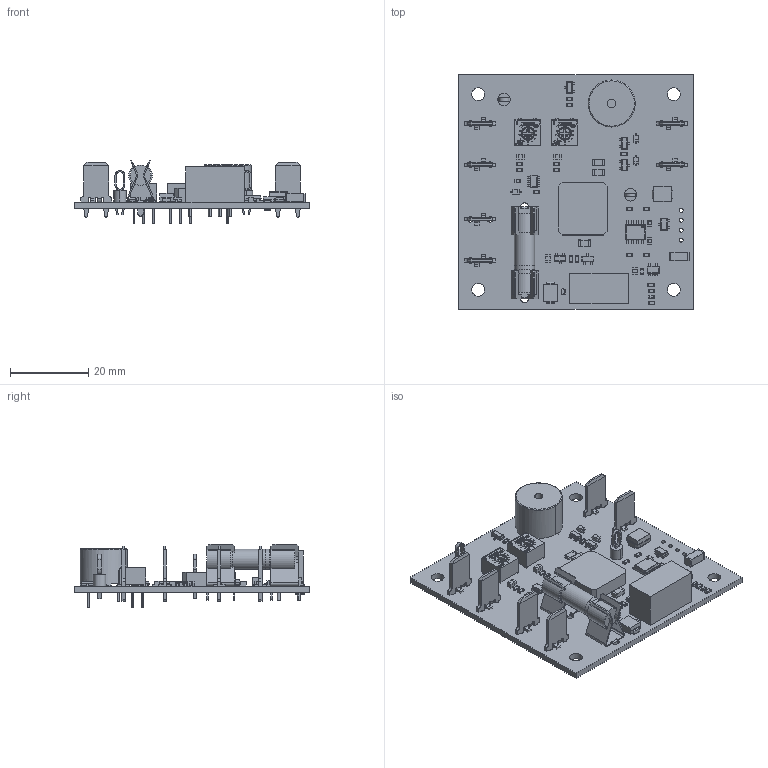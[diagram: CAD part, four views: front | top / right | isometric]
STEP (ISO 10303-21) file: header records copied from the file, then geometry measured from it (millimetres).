
FILE_DESCRIPTION(('Open CASCADE Model'),'2;1');
FILE_NAME('Open CASCADE Shape Model','2021-03-03T12:34:14',('Author'),( 'Open CASCADE'),'Open CASCADE STEP processor 6.8','Open CASCADE 6.8' ,'Unknown');
FILE_SCHEMA(('AUTOMOTIVE_DESIGN { 1 0 10303 214 1 1 1 1 }'));
Length unit declared in the file: millimetre
Products named in the file (135): PCB; BoardUVLO_MODULE; Open CASCADE STEP translator 6.8 5.1.1; D9UVLO_MODULE; User_Library-SOD-323; D7UVLO_MODULE; D8UVLO_MODULE; R22UVLO_MODULE; RES0603; D6UVLO_MODULE; User_Library-LED_0603_G; Pocket002; Pad004; Fillet; Pocket001; Pad; C11UVLO_MODULE; 6280255648; Terminal; Open_CASCADE_STEP_translator_6.8_12.1.1; Open_CASCADE_STEP_translator_6.8_12.1.2; Mid_Body; Open_CASCADE_STEP_translator_6.8_12.2.1; C10UVLO_MODULE; Cap0805; K1UVLO_MODULE; EC2-5NU--3DModel-STEP-56544; D4UVLO_MODULE; 6280263408; Body; Open_CASCADE_STEP_translator_6.8_1.1.1; Leader; D5UVLO_MODULE; 6280257008; Open_CASCADE_STEP_translator_6.8_4.1.1; lead; Q4UVLO_MODULE; 6280252608; Open_CASCADE_STEP_translator_6.8_6.1.1; Q1UVLO_MODULE ...
Assembly tree (198 placements, depth 5):
  PCB
    BoardUVLO_MODULE
      Open CASCADE STEP translator 6.8 5.1.1
    D9UVLO_MODULE
      User_Library-SOD-323
    D7UVLO_MODULE
      User_Library-SOD-323
    D8UVLO_MODULE
      User_Library-SOD-323
    R22UVLO_MODULE
      RES0603
    D6UVLO_MODULE
      User_Library-LED_0603_G
        Pocket002
        Pad004
        Fillet
        Pocket001
        Pad
    C11UVLO_MODULE
      6280255648
        Terminal
          Open_CASCADE_STEP_translator_6.8_12.1.1
          Open_CASCADE_STEP_translator_6.8_12.1.2
        Mid_Body
          Open_CASCADE_STEP_translator_6.8_12.2.1
    C10UVLO_MODULE
      Cap0805
    K1UVLO_MODULE
      EC2-5NU--3DModel-STEP-56544
    D4UVLO_MODULE
      6280263408
        Body
          Open_CASCADE_STEP_translator_6.8_1.1.1
        Leader  x3
    D5UVLO_MODULE
      6280257008
        Body
          Open_CASCADE_STEP_translator_6.8_4.1.1
        lead  x2
    Q4UVLO_MODULE
      6280252608
        Body
          Open_CASCADE_STEP_translator_6.8_6.1.1
        Leader  x3
    Q1UVLO_MODULE
      6280252528
        Body
          Open_CASCADE_STEP_translator_6.8_1.1.1
        Leader  x3
    C5UVLO_MODULE
      Cap0805
    C4UVLO_MODULE
      Cap0805
    D2UVLO_MODULE
      User_Library-LED_0603_G
        Pocket002
        Pad004
        Fillet
        Pocket001
        Pad
Bounding box: 60 x 60 x 16.13 mm (x, y, z)
Volume: 9824.2 mm3; surface area: 13855.2 mm2
Topology: 182 solids, 185 shells, 4399 faces, 10448 edges, 6290 vertices
Faces by surface type: plane 2768, cylinder 1132, bspline 355, sphere 102, torus 28, cone 12, revolution 2
Full cylindrical faces by diameter (mm): 0.5 x1, 0.7 x6, 0.8 x2, 1 x8, 1.016 x4, 1.4 x12, 1.6 x2, 1.98 x4, 3.3 x4, 5.131 x2, 5.136 x1, 5.182 x2
Entity records: 68079 total; most frequent: CARTESIAN_POINT 18396, ORIENTED_EDGE 9383, DIRECTION 9209, EDGE_CURVE 4693, LINE 3151, VECTOR 3151, AXIS2_PLACEMENT_3D 3028, VERTEX_POINT 2835
